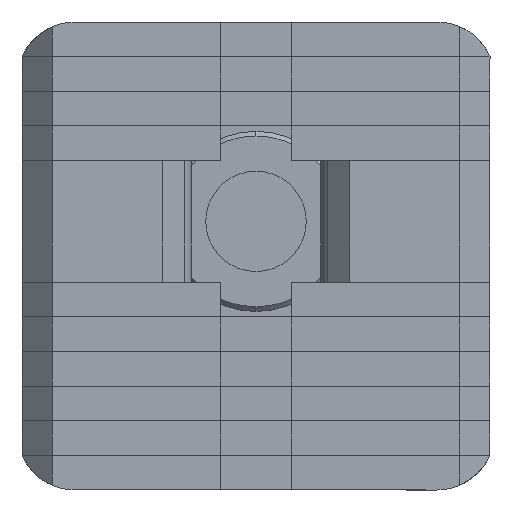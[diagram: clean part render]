
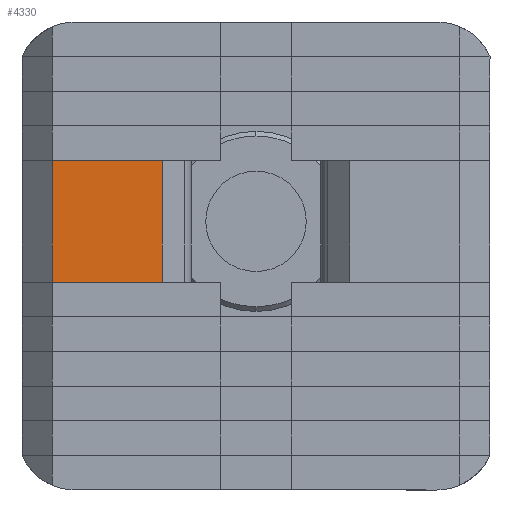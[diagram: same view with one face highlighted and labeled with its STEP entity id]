
A CAD part, front view. The second image highlights one B-rep face of the part: STEP entity #4330.
In plain terms, the highlighted planar face has unit normal (0, -1, 0).
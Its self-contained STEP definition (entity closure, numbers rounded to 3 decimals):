
#371 = VERTEX_POINT ( 'NONE', #4201 ) ;
#482 = EDGE_CURVE ( 'NONE', #1202, #504, #1909, .T. ) ;
#504 = VERTEX_POINT ( 'NONE', #2576 ) ;
#538 = CARTESIAN_POINT ( 'NONE',  ( 2.6, -5.5, 0. ) ) ;
#763 = DIRECTION ( 'NONE',  ( 1., 0., 0. ) ) ;
#871 = VERTEX_POINT ( 'NONE', #2781 ) ;
#926 = PLANE ( 'NONE',  #3279 ) ;
#1034 = ORIENTED_EDGE ( 'NONE', *, *, #3741, .T. ) ;
#1067 = CARTESIAN_POINT ( 'NONE',  ( 2.6, -5.5, -4. ) ) ;
#1167 = DIRECTION ( 'NONE',  ( 0., 0., 1. ) ) ;
#1202 = VERTEX_POINT ( 'NONE', #4025 ) ;
#1591 = EDGE_LOOP ( 'NONE', ( #3505, #2715, #1034, #3816 ) ) ;
#1620 = DIRECTION ( 'NONE',  ( 0., 0., -1. ) ) ;
#1668 = DIRECTION ( 'NONE',  ( 0., -1., 0. ) ) ;
#1751 = CARTESIAN_POINT ( 'NONE',  ( -2.6, -5.5, 0. ) ) ;
#1909 = LINE ( 'NONE', #2235, #2824 ) ;
#1950 = CARTESIAN_POINT ( 'NONE',  ( 2.6, -5.5, 0. ) ) ;
#2235 = CARTESIAN_POINT ( 'NONE',  ( 2.6, -5.5, -8.7 ) ) ;
#2477 = DIRECTION ( 'NONE',  ( -1., 0., 0. ) ) ;
#2495 = LINE ( 'NONE', #1751, #4239 ) ;
#2576 = CARTESIAN_POINT ( 'NONE',  ( 2.6, -5.5, -8.7 ) ) ;
#2715 = ORIENTED_EDGE ( 'NONE', *, *, #482, .T. ) ;
#2781 = CARTESIAN_POINT ( 'NONE',  ( -2.6, -5.5, -4. ) ) ;
#2824 = VECTOR ( 'NONE', #763, 1000. ) ;
#3279 = AXIS2_PLACEMENT_3D ( 'NONE', #538, #1668, #1620 ) ;
#3387 = FACE_OUTER_BOUND ( 'NONE', #1591, .T. ) ;
#3505 = ORIENTED_EDGE ( 'NONE', *, *, #4390, .F. ) ;
#3509 = DIRECTION ( 'NONE',  ( 0., 0., 1. ) ) ;
#3513 = LINE ( 'NONE', #1067, #4164 ) ;
#3741 = EDGE_CURVE ( 'NONE', #504, #371, #4405, .T. ) ;
#3816 = ORIENTED_EDGE ( 'NONE', *, *, #4043, .T. ) ;
#4025 = CARTESIAN_POINT ( 'NONE',  ( -2.6, -5.5, -8.7 ) ) ;
#4043 = EDGE_CURVE ( 'NONE', #371, #871, #3513, .T. ) ;
#4164 = VECTOR ( 'NONE', #2477, 1000. ) ;
#4201 = CARTESIAN_POINT ( 'NONE',  ( 2.6, -5.5, -4. ) ) ;
#4239 = VECTOR ( 'NONE', #3509, 1000. ) ;
#4330 = ADVANCED_FACE ( 'NONE', ( #3387 ), #926, .T. ) ;
#4390 = EDGE_CURVE ( 'NONE', #1202, #871, #2495, .T. ) ;
#4405 = LINE ( 'NONE', #1950, #4456 ) ;
#4456 = VECTOR ( 'NONE', #1167, 1000. ) ;
